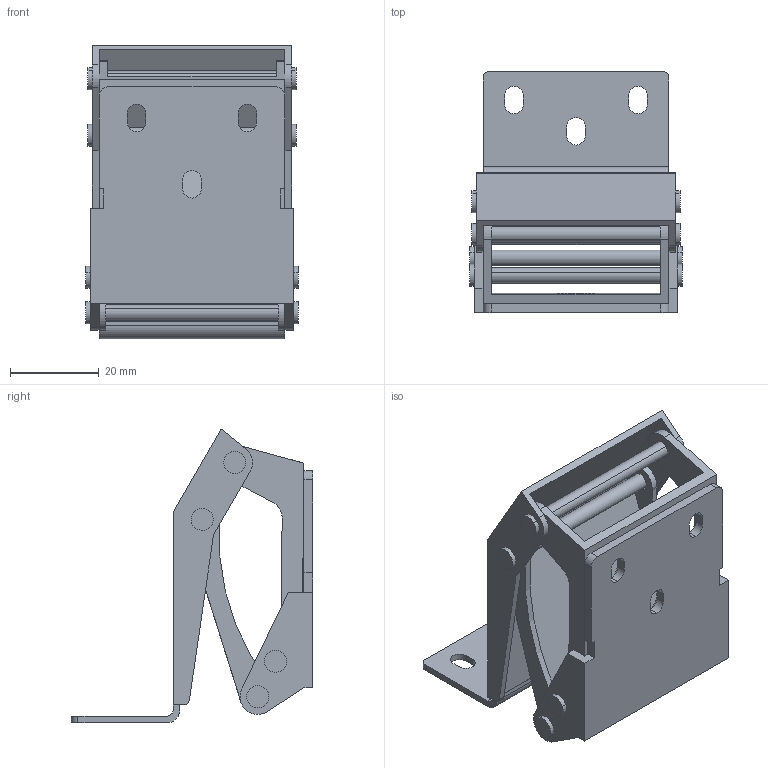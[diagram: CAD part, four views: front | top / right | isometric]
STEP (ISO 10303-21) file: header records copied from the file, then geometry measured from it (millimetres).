
FILE_DESCRIPTION (( 'STEP AP203' ), '1' );
FILE_NAME ('sone3D.STEP', '2016-11-18T04:36:02', ( '' ), ( '' ), 'SwSTEP 2.0', 'SolidWorks 2014', '' );
FILE_SCHEMA (( 'CONFIG_CONTROL_DESIGN' ));
Length unit declared in the file: millimetre
Products named in the file (7): B-1404-B-3僽儔働僢僩1_; B-1404-B-3僕儑僀儞僩2_; B-1404-B-3僕儑僀儞僩1_; B-1404-B-3僺儞A_; B-1404-B-3僺儞B_; B-1404-B-3僽儔働僢僩2_; sone3D
Assembly tree (8 placements, depth 2):
  sone3D
    B-1404-B-3僽儔働僢僩1_
    B-1404-B-3僕儑僀儞僩2_
    B-1404-B-3僕儑僀儞僩1_
    B-1404-B-3僺儞A_  x2
    B-1404-B-3僺儞B_  x2
    B-1404-B-3僽儔働僢僩2_
Bounding box: 48 x 54.52 x 66.41 mm (x, y, z)
Volume: 21224.4 mm3; surface area: 27577.2 mm2
Topology: 8 solids, 8 shells, 212 faces, 560 edges, 372 vertices
Faces by surface type: cylinder 113, plane 99
Entity records: 7043 total; most frequent: DIRECTION 1132, CARTESIAN_POINT 1075, ORIENTED_EDGE 1048, EDGE_CURVE 524, AXIS2_PLACEMENT_3D 405, VERTEX_POINT 348, LINE 322, VECTOR 322
